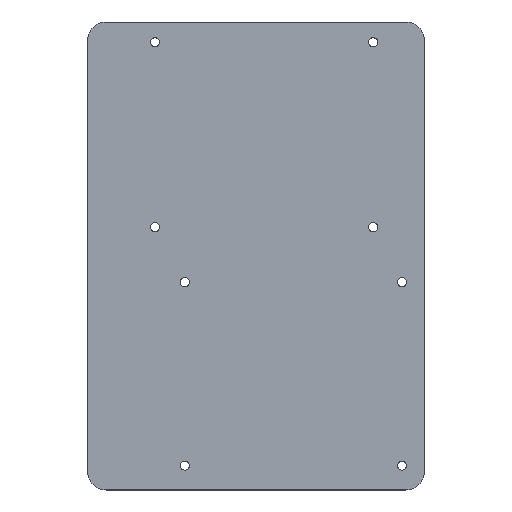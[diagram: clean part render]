
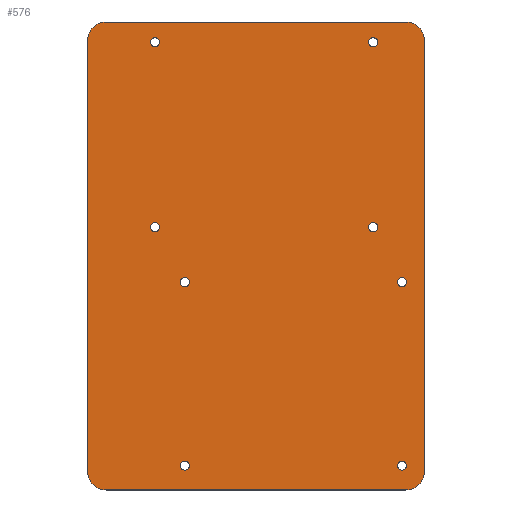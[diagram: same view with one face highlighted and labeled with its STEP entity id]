
A CAD part, top view. The second image highlights one B-rep face of the part: STEP entity #576.
In plain terms, the highlighted planar face has unit normal (0, 0, 1).
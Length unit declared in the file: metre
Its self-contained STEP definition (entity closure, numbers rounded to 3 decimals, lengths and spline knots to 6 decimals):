
#48=LINE('',#923,#68);
#49=LINE('',#928,#69);
#50=LINE('',#932,#70);
#51=LINE('',#936,#71);
#68=VECTOR('',#731,1.);
#69=VECTOR('',#734,1.);
#70=VECTOR('',#737,1.);
#71=VECTOR('',#740,1.);
#88=ORIENTED_EDGE('',*,*,#228,.T.);
#89=ORIENTED_EDGE('',*,*,#229,.F.);
#90=ORIENTED_EDGE('',*,*,#230,.F.);
#91=ORIENTED_EDGE('',*,*,#231,.T.);
#92=ORIENTED_EDGE('',*,*,#232,.F.);
#93=ORIENTED_EDGE('',*,*,#233,.F.);
#94=ORIENTED_EDGE('',*,*,#234,.F.);
#95=ORIENTED_EDGE('',*,*,#235,.T.);
#96=ORIENTED_EDGE('',*,*,#236,.T.);
#97=ORIENTED_EDGE('',*,*,#237,.T.);
#98=ORIENTED_EDGE('',*,*,#238,.T.);
#99=ORIENTED_EDGE('',*,*,#239,.T.);
#100=ORIENTED_EDGE('',*,*,#240,.F.);
#101=ORIENTED_EDGE('',*,*,#241,.T.);
#102=ORIENTED_EDGE('',*,*,#242,.T.);
#103=ORIENTED_EDGE('',*,*,#243,.T.);
#228=EDGE_CURVE('',#298,#298,#354,.T.);
#229=EDGE_CURVE('',#299,#299,#355,.T.);
#230=EDGE_CURVE('',#300,#300,#356,.T.);
#231=EDGE_CURVE('',#301,#301,#357,.T.);
#232=EDGE_CURVE('',#302,#302,#358,.T.);
#233=EDGE_CURVE('',#303,#303,#359,.T.);
#234=EDGE_CURVE('',#304,#305,#48,.T.);
#235=EDGE_CURVE('',#304,#306,#360,.T.);
#236=EDGE_CURVE('',#306,#307,#49,.T.);
#237=EDGE_CURVE('',#307,#308,#361,.T.);
#238=EDGE_CURVE('',#308,#309,#50,.T.);
#239=EDGE_CURVE('',#309,#310,#362,.T.);
#240=EDGE_CURVE('',#311,#310,#51,.T.);
#241=EDGE_CURVE('',#311,#305,#363,.T.);
#242=EDGE_CURVE('',#312,#312,#364,.T.);
#243=EDGE_CURVE('',#313,#313,#365,.T.);
#298=VERTEX_POINT('',#912);
#299=VERTEX_POINT('',#914);
#300=VERTEX_POINT('',#916);
#301=VERTEX_POINT('',#918);
#302=VERTEX_POINT('',#920);
#303=VERTEX_POINT('',#922);
#304=VERTEX_POINT('',#924);
#305=VERTEX_POINT('',#925);
#306=VERTEX_POINT('',#927);
#307=VERTEX_POINT('',#929);
#308=VERTEX_POINT('',#931);
#309=VERTEX_POINT('',#933);
#310=VERTEX_POINT('',#935);
#311=VERTEX_POINT('',#937);
#312=VERTEX_POINT('',#940);
#313=VERTEX_POINT('',#942);
#354=CIRCLE('',#630,0.0012);
#355=CIRCLE('',#631,0.0012);
#356=CIRCLE('',#632,0.0012);
#357=CIRCLE('',#633,0.0012);
#358=CIRCLE('',#634,0.0012);
#359=CIRCLE('',#635,0.0012);
#360=CIRCLE('',#636,0.005);
#361=CIRCLE('',#637,0.005);
#362=CIRCLE('',#638,0.005);
#363=CIRCLE('',#639,0.005);
#364=CIRCLE('',#640,0.0012);
#365=CIRCLE('',#641,0.0012);
#402=EDGE_LOOP('',(#88));
#403=EDGE_LOOP('',(#89));
#404=EDGE_LOOP('',(#90));
#405=EDGE_LOOP('',(#91));
#406=EDGE_LOOP('',(#92));
#407=EDGE_LOOP('',(#93));
#408=EDGE_LOOP('',(#94,#95,#96,#97,#98,#99,#100,#101));
#409=EDGE_LOOP('',(#102));
#410=EDGE_LOOP('',(#103));
#482=FACE_BOUND('',#402,.T.);
#483=FACE_BOUND('',#403,.T.);
#484=FACE_BOUND('',#404,.T.);
#485=FACE_BOUND('',#405,.T.);
#486=FACE_BOUND('',#406,.T.);
#487=FACE_BOUND('',#407,.T.);
#488=FACE_BOUND('',#408,.T.);
#489=FACE_BOUND('',#409,.T.);
#490=FACE_BOUND('',#410,.T.);
#562=PLANE('',#629);
#576=ADVANCED_FACE('',(#482,#483,#484,#485,#486,#487,#488,#489,#490),#562,
 .T.);
#629=AXIS2_PLACEMENT_3D('',#910,#717,#718);
#630=AXIS2_PLACEMENT_3D('',#911,#719,#720);
#631=AXIS2_PLACEMENT_3D('',#913,#721,#722);
#632=AXIS2_PLACEMENT_3D('',#915,#723,#724);
#633=AXIS2_PLACEMENT_3D('',#917,#725,#726);
#634=AXIS2_PLACEMENT_3D('',#919,#727,#728);
#635=AXIS2_PLACEMENT_3D('',#921,#729,#730);
#636=AXIS2_PLACEMENT_3D('',#926,#732,#733);
#637=AXIS2_PLACEMENT_3D('',#930,#735,#736);
#638=AXIS2_PLACEMENT_3D('',#934,#738,#739);
#639=AXIS2_PLACEMENT_3D('',#938,#741,#742);
#640=AXIS2_PLACEMENT_3D('',#939,#743,#744);
#641=AXIS2_PLACEMENT_3D('',#941,#745,#746);
#717=DIRECTION('',(0.,0.,1.));
#718=DIRECTION('',(1.,0.,0.));
#719=DIRECTION('',(0.,0.,-1.));
#720=DIRECTION('',(1.,0.,0.));
#721=DIRECTION('',(0.,0.,1.));
#722=DIRECTION('',(1.,0.,0.));
#723=DIRECTION('',(0.,0.,1.));
#724=DIRECTION('',(1.,0.,0.));
#725=DIRECTION('',(0.,0.,-1.));
#726=DIRECTION('',(1.,0.,0.));
#727=DIRECTION('',(0.,0.,1.));
#728=DIRECTION('',(1.,0.,0.));
#729=DIRECTION('',(0.,0.,1.));
#730=DIRECTION('',(1.,0.,0.));
#731=DIRECTION('',(0.,-1.,0.));
#732=DIRECTION('',(0.,0.,1.));
#733=DIRECTION('',(1.,0.,0.));
#734=DIRECTION('',(-1.,0.,0.));
#735=DIRECTION('',(0.,0.,1.));
#736=DIRECTION('',(1.,0.,0.));
#737=DIRECTION('',(0.,-1.,0.));
#738=DIRECTION('',(0.,0.,1.));
#739=DIRECTION('',(1.,0.,0.));
#740=DIRECTION('',(-1.,0.,0.));
#741=DIRECTION('',(0.,0.,1.));
#742=DIRECTION('',(1.,0.,0.));
#743=DIRECTION('',(0.,0.,-1.));
#744=DIRECTION('',(1.,0.,0.));
#745=DIRECTION('',(0.,0.,-1.));
#746=DIRECTION('',(1.,0.,0.));
#910=CARTESIAN_POINT('',(0.,0.,0.0403));
#911=CARTESIAN_POINT('',(-0.019,-0.007,0.0403));
#912=CARTESIAN_POINT('',(-0.0178,-0.007,0.0403));
#913=CARTESIAN_POINT('',(-0.019,-0.056,0.0403));
#914=CARTESIAN_POINT('',(-0.0178,-0.056,0.0403));
#915=CARTESIAN_POINT('',(0.039,-0.007,0.0403));
#916=CARTESIAN_POINT('',(0.0402,-0.007,0.0403));
#917=CARTESIAN_POINT('',(-0.027,0.0571,0.0403));
#918=CARTESIAN_POINT('',(-0.0258,0.0571,0.0403));
#919=CARTESIAN_POINT('',(-0.027,0.0077,0.0403));
#920=CARTESIAN_POINT('',(-0.0258,0.0077,0.0403));
#921=CARTESIAN_POINT('',(0.0313,0.0571,0.0403));
#922=CARTESIAN_POINT('',(0.0325,0.0571,0.0403));
#923=CARTESIAN_POINT('',(0.045,0.,0.0403));
#924=CARTESIAN_POINT('',(0.045,0.0575,0.0403));
#925=CARTESIAN_POINT('',(0.045,-0.0575,0.0403));
#926=CARTESIAN_POINT('',(0.04,0.0575,0.0403));
#927=CARTESIAN_POINT('',(0.04,0.0625,0.0403));
#928=CARTESIAN_POINT('',(0.,0.0625,0.0403));
#929=CARTESIAN_POINT('',(-0.04,0.0625,0.0403));
#930=CARTESIAN_POINT('',(-0.04,0.0575,0.0403));
#931=CARTESIAN_POINT('',(-0.045,0.0575,0.0403));
#932=CARTESIAN_POINT('',(-0.045,0.,0.0403));
#933=CARTESIAN_POINT('',(-0.045,-0.0575,0.0403));
#934=CARTESIAN_POINT('',(-0.04,-0.0575,0.0403));
#935=CARTESIAN_POINT('',(-0.04,-0.0625,0.0403));
#936=CARTESIAN_POINT('',(0.,-0.0625,0.0403));
#937=CARTESIAN_POINT('',(0.04,-0.0625,0.0403));
#938=CARTESIAN_POINT('',(0.04,-0.0575,0.0403));
#939=CARTESIAN_POINT('',(0.0313,0.0077,0.0403));
#940=CARTESIAN_POINT('',(0.0325,0.0077,0.0403));
#941=CARTESIAN_POINT('',(0.039,-0.056,0.0403));
#942=CARTESIAN_POINT('',(0.0402,-0.056,0.0403));
